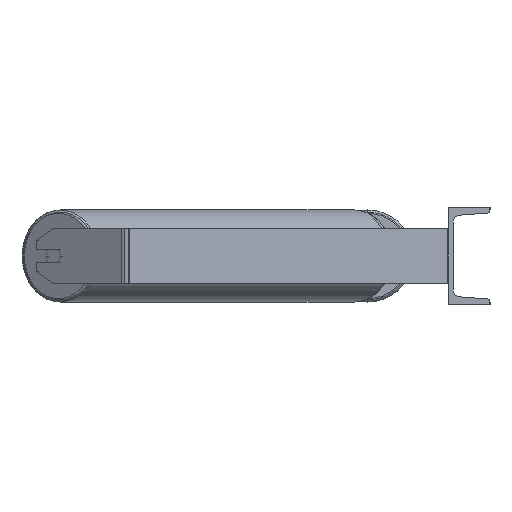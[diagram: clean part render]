
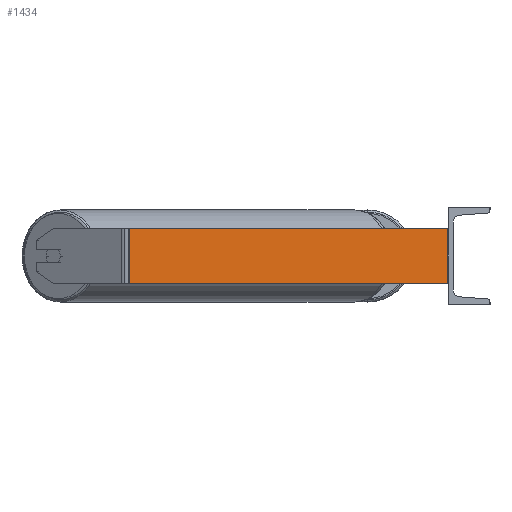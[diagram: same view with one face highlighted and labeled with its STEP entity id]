
A CAD part, left-side view. The second image highlights one B-rep face of the part: STEP entity #1434.
In plain terms, the highlighted planar face has unit normal (-0.996, -0.087, 0).
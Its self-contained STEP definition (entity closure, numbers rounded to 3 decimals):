
#117 = VERTEX_POINT ( 'NONE', #4061 ) ;
#302 = ORIENTED_EDGE ( 'NONE', *, *, #1416, .T. ) ;
#379 = DIRECTION ( 'NONE',  ( 0.996, 0.087, 0. ) ) ;
#458 = CARTESIAN_POINT ( 'NONE',  ( -1125.884, 467.308, -40. ) ) ;
#611 = LINE ( 'NONE', #2890, #6610 ) ;
#674 = DIRECTION ( 'NONE',  ( 0., 0., -1. ) ) ;
#875 = EDGE_CURVE ( 'NONE', #117, #6222, #2453, .T. ) ;
#1213 = CARTESIAN_POINT ( 'NONE',  ( -1125.884, 467.308, 40. ) ) ;
#1233 = EDGE_CURVE ( 'NONE', #117, #7935, #611, .T. ) ;
#1416 = EDGE_CURVE ( 'NONE', #7935, #2814, #7515, .T. ) ;
#1434 = ADVANCED_FACE ( 'NONE', ( #8831 ), #5443, .F. ) ;
#2453 = LINE ( 'NONE', #3233, #4403 ) ;
#2576 = DIRECTION ( 'NONE',  ( 0., 0., -1. ) ) ;
#2772 = AXIS2_PLACEMENT_3D ( 'NONE', #1213, #379, #8296 ) ;
#2814 = VERTEX_POINT ( 'NONE', #8034 ) ;
#2890 = CARTESIAN_POINT ( 'NONE',  ( -1125.377, 461.507, 40. ) ) ;
#2896 = ORIENTED_EDGE ( 'NONE', *, *, #875, .F. ) ;
#3202 = DIRECTION ( 'NONE',  ( 0.087, -0.996, 0. ) ) ;
#3233 = CARTESIAN_POINT ( 'NONE',  ( -1125.884, 467.308, 40. ) ) ;
#3278 = CARTESIAN_POINT ( 'NONE',  ( -1125.377, 461.507, -40. ) ) ;
#3824 = CARTESIAN_POINT ( 'NONE',  ( -1085., 0., 40. ) ) ;
#4061 = CARTESIAN_POINT ( 'NONE',  ( -1125.377, 461.507, 40. ) ) ;
#4403 = VECTOR ( 'NONE', #5284, 1000. ) ;
#4951 = ORIENTED_EDGE ( 'NONE', *, *, #1233, .T. ) ;
#5284 = DIRECTION ( 'NONE',  ( 0.087, -0.996, 0. ) ) ;
#5443 = PLANE ( 'NONE',  #2772 ) ;
#5823 = ORIENTED_EDGE ( 'NONE', *, *, #7195, .F. ) ;
#6222 = VERTEX_POINT ( 'NONE', #3824 ) ;
#6610 = VECTOR ( 'NONE', #674, 1000. ) ;
#6746 = VECTOR ( 'NONE', #3202, 1000. ) ;
#6839 = LINE ( 'NONE', #6927, #8922 ) ;
#6921 = EDGE_LOOP ( 'NONE', ( #302, #5823, #2896, #4951 ) ) ;
#6927 = CARTESIAN_POINT ( 'NONE',  ( -1085., 0., 40. ) ) ;
#7195 = EDGE_CURVE ( 'NONE', #6222, #2814, #6839, .T. ) ;
#7515 = LINE ( 'NONE', #458, #6746 ) ;
#7935 = VERTEX_POINT ( 'NONE', #3278 ) ;
#8034 = CARTESIAN_POINT ( 'NONE',  ( -1085., 0., -40. ) ) ;
#8296 = DIRECTION ( 'NONE',  ( -0.087, 0.996, 0. ) ) ;
#8831 = FACE_OUTER_BOUND ( 'NONE', #6921, .T. ) ;
#8922 = VECTOR ( 'NONE', #2576, 1000. ) ;
